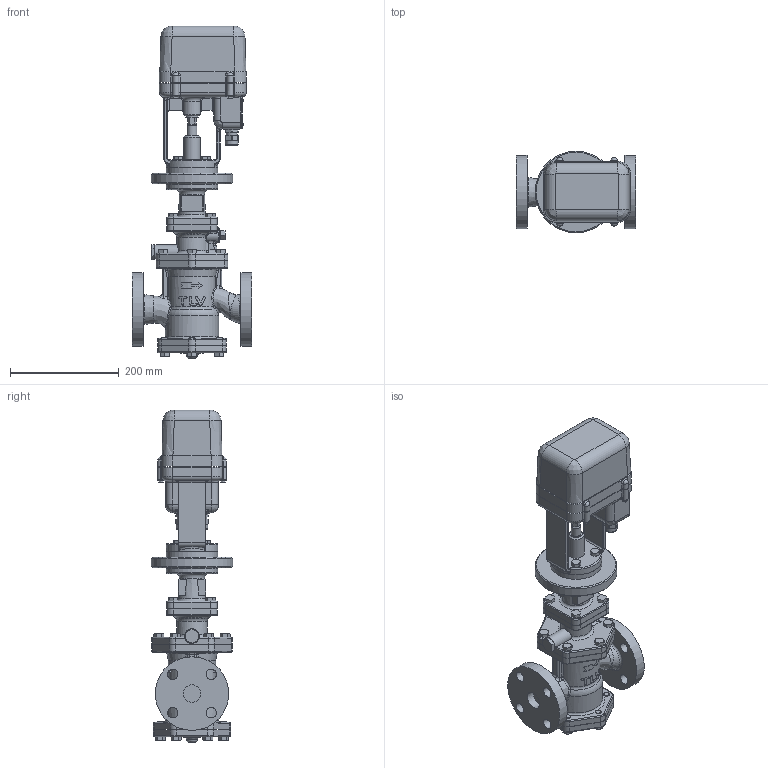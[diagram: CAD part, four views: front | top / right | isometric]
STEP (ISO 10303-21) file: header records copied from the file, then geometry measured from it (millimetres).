
FILE_DESCRIPTION(/* description */ (''),/* implementation_level */ '2;1');
FILE_NAME(/* name */ 'ccr16-032-jis10-00.stp',/* time_stamp */ '2018-01-23T14:16:46+09:00',/* author */ ('nakaot'),/* organization */ (''),/* preprocessor_version */ 'ST-DEVELOPER v15.6',/* originating_system */ 'Autodesk Inventor 2015',/* authorisation */ '');
FILE_SCHEMA (('CONFIG_CONTROL_DESIGN'));
Products named in the file (1): ccr16-032-jis10-00
Bounding box: 220 x 150 x 610 mm (x, y, z)
Volume: 6011271.9 mm3; surface area: 563416 mm2
Topology: 1 solids, 3 shells, 1431 faces, 3411 edges, 2064 vertices
Faces by surface type: plane 574, cylinder 379, bspline 190, cone 162, torus 107, sphere 19
Full cylindrical faces by diameter (mm): 2.459 x4, 4 x4, 4.6 x4, 5.3 x4, 6 x8, 7 x4, 10 x40, 12 x24, 18 x1, 18.631 x2, 19 x8, 20 x2, 23 x1, 24 x2, 27 x1, 28 x1, 30 x1, 32 x3, 50 x2, 70 x1, 80 x1, 95 x3, 98 x1, 100 x1, 135 x2, 150 x1
Entity records: 55001 total; most frequent: CARTESIAN_POINT 24497, ORIENTED_EDGE 6326, DIRECTION 6054, EDGE_CURVE 3163, AXIS2_PLACEMENT_3D 2406, VERTEX_POINT 2005, EDGE_LOOP 1774, FACE_OUTER_BOUND 1431
